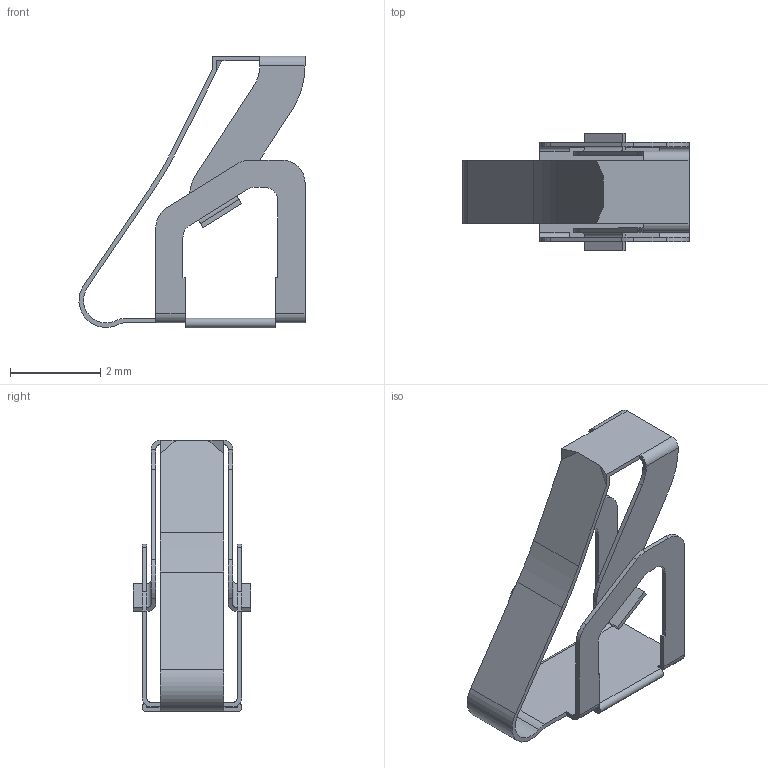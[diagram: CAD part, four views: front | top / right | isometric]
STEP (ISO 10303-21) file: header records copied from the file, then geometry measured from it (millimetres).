
FILE_DESCRIPTION(/* description */ ('Unknown'),/* implementation_level */ '2;1');
FILE_NAME(/* name */ 'H_Wurth_WE-SECF_331246501860',/* time_stamp */ '2025-10-23T11:26:12+08:00',/* author */ ('Unknown'),/* organization */ ('Unknown'),/* preprocessor_version */ 'ST-DEVELOPER v19.4',/* originating_system */ 'Solid Edge',/* authorisation */ 'Unknown');
FILE_SCHEMA (('AUTOMOTIVE_DESIGN {1 0 10303 214 3 1 1}'));
Length unit declared in the file: millimetre
Products named in the file (2): H_Wurth_WE-SECF_331246501860
Assembly tree (1 placements, depth 2):
  H_Wurth_WE-SECF_331246501860
    H_Wurth_WE-SECF_331246501860
Bounding box: 5 x 2.6 x 6.01 mm (x, y, z)
Volume: 4.4 mm3; surface area: 96.1 mm2
Topology: 1 solids, 1 shells, 122 faces, 370 edges, 246 vertices
Faces by surface type: plane 80, cylinder 42
Entity records: 4205 total; most frequent: ORIENTED_EDGE 740, CARTESIAN_POINT 740, DIRECTION 708, EDGE_CURVE 370, LINE 280, VECTOR 280, VERTEX_POINT 246, AXIS2_PLACEMENT_3D 214
